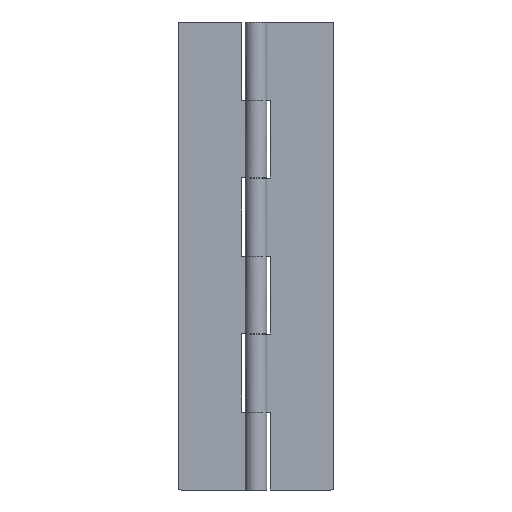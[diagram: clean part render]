
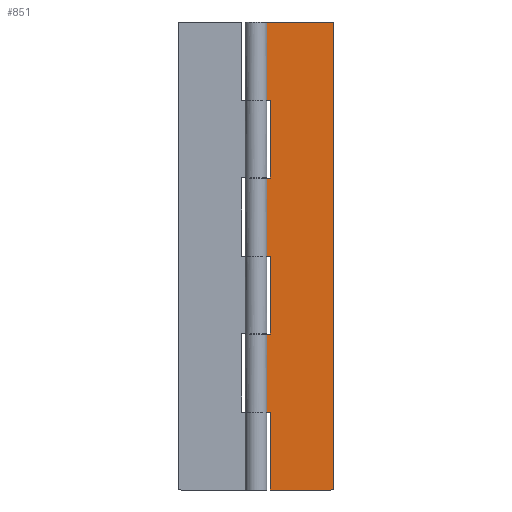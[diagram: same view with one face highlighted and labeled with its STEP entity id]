
A CAD part, front view. The second image highlights one B-rep face of the part: STEP entity #851.
In plain terms, the highlighted free-form (B-spline) face has degree [1, 1] with [2, 2] control points.
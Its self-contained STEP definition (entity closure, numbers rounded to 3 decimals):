
#58=CARTESIAN_POINT('',(25.0,2.0,149.));
#59=VERTEX_POINT('',#58);
#60=CARTESIAN_POINT('',(24.0,2.0,150.));
#61=VERTEX_POINT('',#60);
#62=CARTESIAN_POINT('',(25.0,2.0,149.));
#63=CARTESIAN_POINT('',(25.0,2.,150.));
#64=CARTESIAN_POINT('',(24.0,2.0,150.));
#72=(BOUNDED_CURVE()B_SPLINE_CURVE(2,(#62,#63,#64),.UNSPECIFIED.,.F.,.U.)CURVE()GEOMETRIC_REPRESENTATION_ITEM()QUASI_UNIFORM_CURVE()RATIONAL_B_SPLINE_CURVE((1.0,0.707,1.0))REPRESENTATION_ITEM(''));
#73=EDGE_CURVE('',#59,#61,#72,.T.);
#119=CARTESIAN_POINT('',(24.0,2.0,0.0));
#120=VERTEX_POINT('',#119);
#121=CARTESIAN_POINT('',(25.0,2.0,1.0));
#122=VERTEX_POINT('',#121);
#123=CARTESIAN_POINT('',(24.0,2.0,0.0));
#124=CARTESIAN_POINT('',(25.0,2.,0.0));
#125=CARTESIAN_POINT('',(25.0,2.0,1.0));
#133=(BOUNDED_CURVE()B_SPLINE_CURVE(2,(#123,#124,#125),.UNSPECIFIED.,.F.,.U.)CURVE()GEOMETRIC_REPRESENTATION_ITEM()QUASI_UNIFORM_CURVE()RATIONAL_B_SPLINE_CURVE((1.0,0.707,1.0))REPRESENTATION_ITEM(''));
#134=EDGE_CURVE('',#120,#122,#133,.T.);
#201=CARTESIAN_POINT('',(4.5,2.0,125.0));
#202=VERTEX_POINT('',#201);
#208=CARTESIAN_POINT('',(0.,2.0,125.0));
#209=VERTEX_POINT('',#208);
#210=CARTESIAN_POINT('',(4.5,2.0,125.0));
#211=CARTESIAN_POINT('',(0.,2.0,125.0));
#212=QUASI_UNIFORM_CURVE('',1,(#210,#211),.UNSPECIFIED.,.F.,.U.);
#213=EDGE_CURVE('',#202,#209,#212,.T.);
#249=CARTESIAN_POINT('',(4.5,2.0,100.0));
#250=VERTEX_POINT('',#249);
#251=CARTESIAN_POINT('',(4.5,2.0,100.0));
#252=CARTESIAN_POINT('',(4.5,2.0,125.0));
#253=QUASI_UNIFORM_CURVE('',1,(#251,#252),.UNSPECIFIED.,.F.,.U.);
#254=EDGE_CURVE('',#250,#202,#253,.T.);
#307=CARTESIAN_POINT('',(0.,2.0,100.0));
#308=VERTEX_POINT('',#307);
#328=CARTESIAN_POINT('',(0.,2.0,100.0));
#329=CARTESIAN_POINT('',(4.5,2.0,100.0));
#330=QUASI_UNIFORM_CURVE('',1,(#328,#329),.UNSPECIFIED.,.F.,.U.);
#331=EDGE_CURVE('',#308,#250,#330,.T.);
#377=CARTESIAN_POINT('',(4.5,2.0,75.0));
#378=VERTEX_POINT('',#377);
#384=CARTESIAN_POINT('',(0.,2.0,75.0));
#385=VERTEX_POINT('',#384);
#386=CARTESIAN_POINT('',(4.5,2.0,75.0));
#387=CARTESIAN_POINT('',(0.,2.0,75.0));
#388=QUASI_UNIFORM_CURVE('',1,(#386,#387),.UNSPECIFIED.,.F.,.U.);
#389=EDGE_CURVE('',#378,#385,#388,.T.);
#425=CARTESIAN_POINT('',(4.5,2.0,50.0));
#426=VERTEX_POINT('',#425);
#427=CARTESIAN_POINT('',(4.5,2.0,50.0));
#428=CARTESIAN_POINT('',(4.5,2.0,75.0));
#429=QUASI_UNIFORM_CURVE('',1,(#427,#428),.UNSPECIFIED.,.F.,.U.);
#430=EDGE_CURVE('',#426,#378,#429,.T.);
#483=CARTESIAN_POINT('',(0.,2.0,50.0));
#484=VERTEX_POINT('',#483);
#504=CARTESIAN_POINT('',(0.,2.0,50.0));
#505=CARTESIAN_POINT('',(4.5,2.0,50.0));
#506=QUASI_UNIFORM_CURVE('',1,(#504,#505),.UNSPECIFIED.,.F.,.U.);
#507=EDGE_CURVE('',#484,#426,#506,.T.);
#523=CARTESIAN_POINT('',(4.5,2.0,0.0));
#524=VERTEX_POINT('',#523);
#525=CARTESIAN_POINT('',(4.5,2.0,25.0));
#526=VERTEX_POINT('',#525);
#527=CARTESIAN_POINT('',(4.5,2.0,0.0));
#528=CARTESIAN_POINT('',(4.5,2.0,25.0));
#529=QUASI_UNIFORM_CURVE('',1,(#527,#528),.UNSPECIFIED.,.F.,.U.);
#530=EDGE_CURVE('',#524,#526,#529,.T.);
#588=CARTESIAN_POINT('',(0.,2.0,25.0));
#589=VERTEX_POINT('',#588);
#590=CARTESIAN_POINT('',(4.5,2.0,25.0));
#591=CARTESIAN_POINT('',(0.,2.0,25.0));
#592=QUASI_UNIFORM_CURVE('',1,(#590,#591),.UNSPECIFIED.,.F.,.U.);
#593=EDGE_CURVE('',#526,#589,#592,.T.);
#629=CARTESIAN_POINT('',(0.,2.0,150.));
#630=VERTEX_POINT('',#629);
#631=CARTESIAN_POINT('',(0.,2.0,150.));
#632=CARTESIAN_POINT('',(24.0,2.0,150.));
#633=QUASI_UNIFORM_CURVE('',1,(#631,#632),.UNSPECIFIED.,.F.,.U.);
#634=EDGE_CURVE('',#630,#61,#633,.T.);
#699=CARTESIAN_POINT('',(25.0,2.0,149.));
#700=CARTESIAN_POINT('',(25.0,2.0,1.0));
#701=QUASI_UNIFORM_CURVE('',1,(#699,#700),.UNSPECIFIED.,.F.,.U.);
#702=EDGE_CURVE('',#59,#122,#701,.T.);
#725=CARTESIAN_POINT('',(4.5,2.0,0.0));
#726=CARTESIAN_POINT('',(24.0,2.0,0.0));
#727=QUASI_UNIFORM_CURVE('',1,(#725,#726),.UNSPECIFIED.,.F.,.U.);
#728=EDGE_CURVE('',#524,#120,#727,.T.);
#809=CARTESIAN_POINT('',(0.,2.0,50.0));
#810=CARTESIAN_POINT('',(0.,2.0,25.0));
#811=QUASI_UNIFORM_CURVE('',1,(#809,#810),.UNSPECIFIED.,.F.,.U.);
#812=EDGE_CURVE('',#484,#589,#811,.T.);
#820=CARTESIAN_POINT('',(-1.249,2.0,-7.493));
#821=CARTESIAN_POINT('',(-1.249,2.0,157.493));
#822=CARTESIAN_POINT('',(26.249,2.0,-7.493));
#823=CARTESIAN_POINT('',(26.249,2.0,157.493));
#824=B_SPLINE_SURFACE_WITH_KNOTS('',1,1,((#820,#822),(#821,#823)),.UNSPECIFIED.,.F.,.F.,.U.,(2,2),(2,2),(0.0,164.985),(0.0,27.498),.UNSPECIFIED.);
#825=ORIENTED_EDGE('',*,*,#728,.T.);
#826=ORIENTED_EDGE('',*,*,#134,.T.);
#827=ORIENTED_EDGE('',*,*,#702,.F.);
#828=ORIENTED_EDGE('',*,*,#73,.T.);
#829=ORIENTED_EDGE('',*,*,#634,.F.);
#830=CARTESIAN_POINT('',(0.,2.0,150.));
#831=CARTESIAN_POINT('',(0.,2.0,125.0));
#832=QUASI_UNIFORM_CURVE('',1,(#830,#831),.UNSPECIFIED.,.F.,.U.);
#833=EDGE_CURVE('',#630,#209,#832,.T.);
#834=ORIENTED_EDGE('',*,*,#833,.T.);
#835=ORIENTED_EDGE('',*,*,#213,.F.);
#836=ORIENTED_EDGE('',*,*,#254,.F.);
#837=ORIENTED_EDGE('',*,*,#331,.F.);
#838=CARTESIAN_POINT('',(0.,2.0,100.0));
#839=CARTESIAN_POINT('',(0.,2.0,75.0));
#840=QUASI_UNIFORM_CURVE('',1,(#838,#839),.UNSPECIFIED.,.F.,.U.);
#841=EDGE_CURVE('',#308,#385,#840,.T.);
#842=ORIENTED_EDGE('',*,*,#841,.T.);
#843=ORIENTED_EDGE('',*,*,#389,.F.);
#844=ORIENTED_EDGE('',*,*,#430,.F.);
#845=ORIENTED_EDGE('',*,*,#507,.F.);
#846=ORIENTED_EDGE('',*,*,#812,.T.);
#847=ORIENTED_EDGE('',*,*,#593,.F.);
#848=ORIENTED_EDGE('',*,*,#530,.F.);
#849=EDGE_LOOP('',(#825,#826,#827,#828,#829,#834,#835,#836,#837,#842,#843,#844,#845,#846,#847,#848));
#850=FACE_OUTER_BOUND('',#849,.T.);
#851=ADVANCED_FACE('',(#850),#824,.F.);
